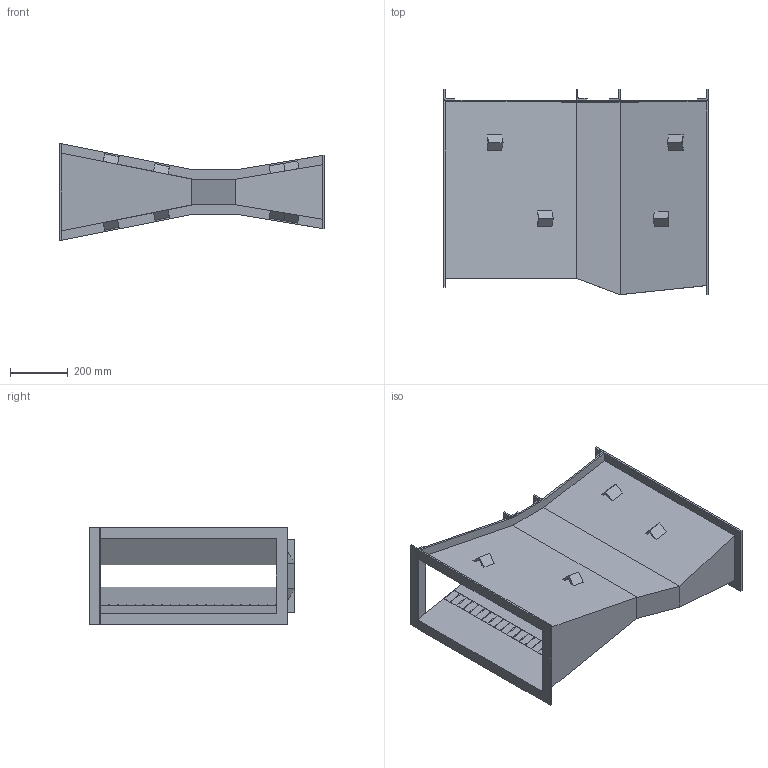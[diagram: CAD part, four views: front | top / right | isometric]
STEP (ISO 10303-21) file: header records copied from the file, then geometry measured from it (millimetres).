
FILE_DESCRIPTION (( 'STEP AP214' ), '1' );
FILE_NAME ('3in Parshall flume Assem1 no options.STEP', '2020-08-12T13:50:07', ( '' ), ( '' ), 'SwSTEP 2.0', 'SolidWorks 2020', '' );
FILE_SCHEMA (( 'AUTOMOTIVE_DESIGN' ));
Length unit declared in the file: inch
Products named in the file (5): 3 Parshall Staff Gauge 24in long parshall staff gauge_English Staff Gauge - Default; 3in Parshall flume Assem1 no options; 3 Angle bracket; 3 MirrorAngle bracket; 3in Parshal Flume_3 inch
Assembly tree (10 placements, depth 2):
  3in Parshall flume Assem1 no options
    3in Parshal Flume_3 inch
    3 Angle bracket  x7
    3 MirrorAngle bracket
    3 Parshall Staff Gauge 24in long parshall staff gauge_English Staff Gauge - Default
Bounding box: 914.4 x 712.07 x 336.46 mm (x, y, z)
Volume: 9864783.7 mm3; surface area: 3222980.4 mm2
Topology: 14 solids, 14 shells, 220 faces, 572 edges, 380 vertices
Faces by surface type: plane 206, cylinder 14
Entity records: 6569 total; most frequent: CARTESIAN_POINT 1005, ORIENTED_EDGE 928, DIRECTION 898, EDGE_CURVE 464, VECTOR 368, LINE 368, VERTEX_POINT 308, AXIS2_PLACEMENT_3D 265
